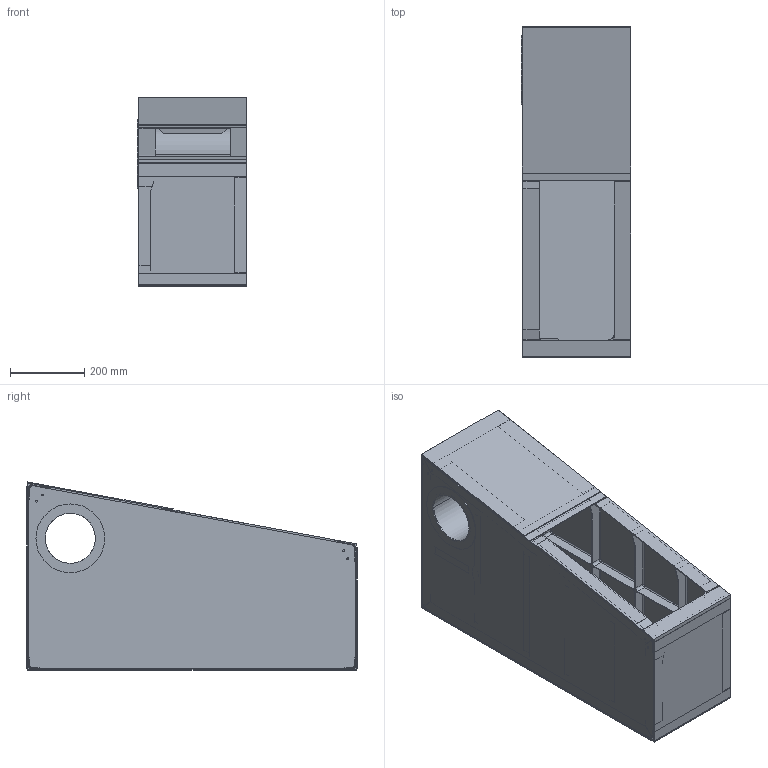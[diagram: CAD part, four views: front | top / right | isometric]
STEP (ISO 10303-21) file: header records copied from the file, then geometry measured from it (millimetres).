
FILE_DESCRIPTION(('CATIA V5 STEP Exchange'),'2;1');
FILE_NAME('Product5.stp','2019-04-08T13:54:40+00:00',('none'),('none'),'CATIA Version 5-6 Release 2016 SP4 HF23','CATIA V5 STEP AP203','none');
FILE_SCHEMA(('CONFIG_CONTROL_DESIGN'));
Length unit declared in the file: inch
Products named in the file (1): Product5
Assembly tree (84 placements, depth 2):
  Product5
    #63
    #1578
    #2334
    #3302  x2
    #3592
    #3770
    #3948
    #4225
    #4502
    #5510
    #6517
    #7443
    #7935
    #8113
    #9103
    #10059
    #11054
    #12049
    #13044
    #21047
    #21225
    #21561
    #22678
    #23171
    #23349
    #24938  x4
    #25658  x14
    #26101  x20
    #26520  x20
Bounding box: 294.39 x 890.6 x 507.62 mm (x, y, z)
Volume: 4523129.4 mm3; surface area: 4127915.3 mm2
Topology: 84 solids, 84 shells, 1437 faces, 3282 edges, 2020 vertices
Faces by surface type: cylinder 589, plane 561, torus 179, cone 64, sphere 44
Entity records: 26903 total; most frequent: CARTESIAN_POINT 6016, ORIENTED_EDGE 4306, DIRECTION 3797, EDGE_CURVE 2153, AXIS2_PLACEMENT_3D 1514, VERTEX_POINT 1355, VECTOR 1351, LINE 1351
